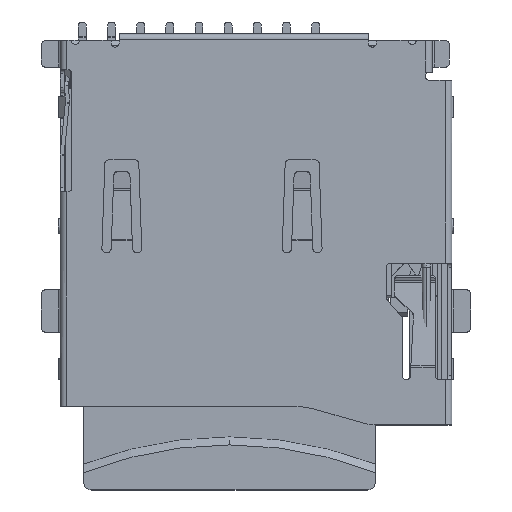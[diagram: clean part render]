
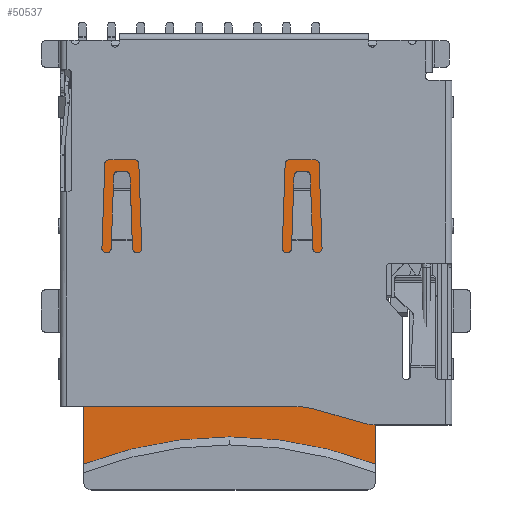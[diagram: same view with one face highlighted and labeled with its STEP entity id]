
A CAD part, top view. The second image highlights one B-rep face of the part: STEP entity #50537.
In plain terms, the highlighted planar face has unit normal (0, 0, 1).
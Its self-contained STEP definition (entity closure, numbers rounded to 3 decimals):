
#50499 = VERTEX_POINT('',#50500);
#50500 = CARTESIAN_POINT('',(3.954,-4.45,1.756));
#50516 = VERTEX_POINT('',#50517);
#50517 = CARTESIAN_POINT('',(9.454,-5.48,
    1.756));
#50526 = EDGE_CURVE('',#50499,#50516,#50527,.T.);
#50527 = CIRCLE('',#50528,15.2);
#50528 = AXIS2_PLACEMENT_3D('',#50529,#50530,#50531);
#50529 = CARTESIAN_POINT('',(3.954,-19.65,1.756));
#50530 = DIRECTION('',(0.,0.,-1.));
#50531 = DIRECTION('',(-0.362,0.932,0.
    ));
#50537 = ADVANCED_FACE('',(#50538),#50683,.F.);
#50538 = FACE_BOUND('',#50539,.T.);
#50539 = EDGE_LOOP('',(#50540,#50550,#50557,#50558,#50566,#50575,#50583,
    #50592,#50600,#50608,#50617,#50625,#50634,#50642,#50651,#50659,
    #50668,#50676));
#50540 = ORIENTED_EDGE('',*,*,#50541,.F.);
#50541 = EDGE_CURVE('',#50542,#50544,#50546,.T.);
#50542 = VERTEX_POINT('',#50543);
#50543 = CARTESIAN_POINT('',(-1.546,-5.48,
    1.756));
#50544 = VERTEX_POINT('',#50545);
#50545 = CARTESIAN_POINT('',(-1.546,8.25,1.756));
#50546 = LINE('',#50547,#50548);
#50547 = CARTESIAN_POINT('',(-1.546,-5.48,
    1.756));
#50548 = VECTOR('',#50549,1.);
#50549 = DIRECTION('',(0.,1.,0.));
#50550 = ORIENTED_EDGE('',*,*,#50551,.T.);
#50551 = EDGE_CURVE('',#50542,#50499,#50552,.T.);
#50552 = CIRCLE('',#50553,15.2);
#50553 = AXIS2_PLACEMENT_3D('',#50554,#50555,#50556);
#50554 = CARTESIAN_POINT('',(3.954,-19.65,1.756));
#50555 = DIRECTION('',(0.,0.,-1.));
#50556 = DIRECTION('',(-0.362,0.932,0.
    ));
#50557 = ORIENTED_EDGE('',*,*,#50526,.T.);
#50558 = ORIENTED_EDGE('',*,*,#50559,.F.);
#50559 = EDGE_CURVE('',#50560,#50516,#50562,.T.);
#50560 = VERTEX_POINT('',#50561);
#50561 = CARTESIAN_POINT('',(9.454,-1.274,1.756));
#50562 = LINE('',#50563,#50564);
#50563 = CARTESIAN_POINT('',(9.454,-1.274,1.756));
#50564 = VECTOR('',#50565,1.);
#50565 = DIRECTION('',(0.,-1.,0.));
#50566 = ORIENTED_EDGE('',*,*,#50567,.T.);
#50567 = EDGE_CURVE('',#50560,#50568,#50570,.T.);
#50568 = VERTEX_POINT('',#50569);
#50569 = CARTESIAN_POINT('',(9.366,-1.062,
    1.756));
#50570 = CIRCLE('',#50571,0.3);
#50571 = AXIS2_PLACEMENT_3D('',#50572,#50573,#50574);
#50572 = CARTESIAN_POINT('',(9.154,-1.274,1.756));
#50573 = DIRECTION('',(-0.,0.,1.));
#50574 = DIRECTION('',(1.,0.,0.));
#50575 = ORIENTED_EDGE('',*,*,#50576,.T.);
#50576 = EDGE_CURVE('',#50568,#50577,#50579,.T.);
#50577 = VERTEX_POINT('',#50578);
#50578 = CARTESIAN_POINT('',(8.842,-0.538,
    1.756));
#50579 = LINE('',#50580,#50581);
#50580 = CARTESIAN_POINT('',(9.366,-1.062,
    1.756));
#50581 = VECTOR('',#50582,1.);
#50582 = DIRECTION('',(-0.707,0.707,
    0.));
#50583 = ORIENTED_EDGE('',*,*,#50584,.T.);
#50584 = EDGE_CURVE('',#50577,#50585,#50587,.T.);
#50585 = VERTEX_POINT('',#50586);
#50586 = CARTESIAN_POINT('',(8.754,-0.326,1.756));
#50587 = CIRCLE('',#50588,0.3);
#50588 = AXIS2_PLACEMENT_3D('',#50589,#50590,#50591);
#50589 = CARTESIAN_POINT('',(9.054,-0.326,1.756));
#50590 = DIRECTION('',(0.,0.,-1.));
#50591 = DIRECTION('',(-0.707,-0.707,
    0.));
#50592 = ORIENTED_EDGE('',*,*,#50593,.T.);
#50593 = EDGE_CURVE('',#50585,#50594,#50596,.T.);
#50594 = VERTEX_POINT('',#50595);
#50595 = CARTESIAN_POINT('',(8.754,0.75,1.756));
#50596 = LINE('',#50597,#50598);
#50597 = CARTESIAN_POINT('',(8.754,-0.326,1.756));
#50598 = VECTOR('',#50599,1.);
#50599 = DIRECTION('',(0.,1.,0.));
#50600 = ORIENTED_EDGE('',*,*,#50601,.F.);
#50601 = EDGE_CURVE('',#50602,#50594,#50604,.T.);
#50602 = VERTEX_POINT('',#50603);
#50603 = CARTESIAN_POINT('',(9.154,0.75,1.756));
#50604 = LINE('',#50605,#50606);
#50605 = CARTESIAN_POINT('',(9.154,0.75,1.756));
#50606 = VECTOR('',#50607,1.);
#50607 = DIRECTION('',(-1.,0.,0.));
#50608 = ORIENTED_EDGE('',*,*,#50609,.T.);
#50609 = EDGE_CURVE('',#50602,#50610,#50612,.T.);
#50610 = VERTEX_POINT('',#50611);
#50611 = CARTESIAN_POINT('',(9.454,1.05,1.756));
#50612 = CIRCLE('',#50613,0.3);
#50613 = AXIS2_PLACEMENT_3D('',#50614,#50615,#50616);
#50614 = CARTESIAN_POINT('',(9.154,1.05,1.756));
#50615 = DIRECTION('',(-0.,0.,1.));
#50616 = DIRECTION('',(0.,-1.,0.));
#50617 = ORIENTED_EDGE('',*,*,#50618,.F.);
#50618 = EDGE_CURVE('',#50619,#50610,#50621,.T.);
#50619 = VERTEX_POINT('',#50620);
#50620 = CARTESIAN_POINT('',(9.454,2.026,1.756));
#50621 = LINE('',#50622,#50623);
#50622 = CARTESIAN_POINT('',(9.454,2.026,1.756));
#50623 = VECTOR('',#50624,1.);
#50624 = DIRECTION('',(0.,-1.,0.));
#50625 = ORIENTED_EDGE('',*,*,#50626,.T.);
#50626 = EDGE_CURVE('',#50619,#50627,#50629,.T.);
#50627 = VERTEX_POINT('',#50628);
#50628 = CARTESIAN_POINT('',(9.366,2.238,
    1.756));
#50629 = CIRCLE('',#50630,0.3);
#50630 = AXIS2_PLACEMENT_3D('',#50631,#50632,#50633);
#50631 = CARTESIAN_POINT('',(9.154,2.026,1.756));
#50632 = DIRECTION('',(-0.,0.,1.));
#50633 = DIRECTION('',(1.,0.,0.));
#50634 = ORIENTED_EDGE('',*,*,#50635,.T.);
#50635 = EDGE_CURVE('',#50627,#50636,#50638,.T.);
#50636 = VERTEX_POINT('',#50637);
#50637 = CARTESIAN_POINT('',(8.242,3.362,
    1.756));
#50638 = LINE('',#50639,#50640);
#50639 = CARTESIAN_POINT('',(9.366,2.238,
    1.756));
#50640 = VECTOR('',#50641,1.);
#50641 = DIRECTION('',(-0.707,0.707,
    0.));
#50642 = ORIENTED_EDGE('',*,*,#50643,.T.);
#50643 = EDGE_CURVE('',#50636,#50644,#50646,.T.);
#50644 = VERTEX_POINT('',#50645);
#50645 = CARTESIAN_POINT('',(8.154,3.574,1.756));
#50646 = CIRCLE('',#50647,0.3);
#50647 = AXIS2_PLACEMENT_3D('',#50648,#50649,#50650);
#50648 = CARTESIAN_POINT('',(8.454,3.574,1.756));
#50649 = DIRECTION('',(0.,0.,-1.));
#50650 = DIRECTION('',(-0.707,-0.707,
    0.));
#50651 = ORIENTED_EDGE('',*,*,#50652,.F.);
#50652 = EDGE_CURVE('',#50653,#50644,#50655,.T.);
#50653 = VERTEX_POINT('',#50654);
#50654 = CARTESIAN_POINT('',(8.154,8.25,1.756));
#50655 = LINE('',#50656,#50657);
#50656 = CARTESIAN_POINT('',(8.154,8.25,1.756));
#50657 = VECTOR('',#50658,1.);
#50658 = DIRECTION('',(0.,-1.,0.));
#50659 = ORIENTED_EDGE('',*,*,#50660,.T.);
#50660 = EDGE_CURVE('',#50653,#50661,#50663,.T.);
#50661 = VERTEX_POINT('',#50662);
#50662 = CARTESIAN_POINT('',(7.854,8.55,1.756));
#50663 = CIRCLE('',#50664,0.3);
#50664 = AXIS2_PLACEMENT_3D('',#50665,#50666,#50667);
#50665 = CARTESIAN_POINT('',(7.854,8.25,1.756));
#50666 = DIRECTION('',(-0.,0.,1.));
#50667 = DIRECTION('',(1.,0.,0.));
#50668 = ORIENTED_EDGE('',*,*,#50669,.F.);
#50669 = EDGE_CURVE('',#50670,#50661,#50672,.T.);
#50670 = VERTEX_POINT('',#50671);
#50671 = CARTESIAN_POINT('',(-1.246,8.55,1.756));
#50672 = LINE('',#50673,#50674);
#50673 = CARTESIAN_POINT('',(-1.246,8.55,1.756));
#50674 = VECTOR('',#50675,1.);
#50675 = DIRECTION('',(1.,0.,0.));
#50676 = ORIENTED_EDGE('',*,*,#50677,.T.);
#50677 = EDGE_CURVE('',#50670,#50544,#50678,.T.);
#50678 = CIRCLE('',#50679,0.3);
#50679 = AXIS2_PLACEMENT_3D('',#50680,#50681,#50682);
#50680 = CARTESIAN_POINT('',(-1.246,8.25,1.756));
#50681 = DIRECTION('',(0.,0.,1.));
#50682 = DIRECTION('',(0.,1.,0.));
#50683 = PLANE('',#50684);
#50684 = AXIS2_PLACEMENT_3D('',#50685,#50686,#50687);
#50685 = CARTESIAN_POINT('',(3.954,1.05,1.756));
#50686 = DIRECTION('',(0.,0.,-1.));
#50687 = DIRECTION('',(-1.,0.,0.));
